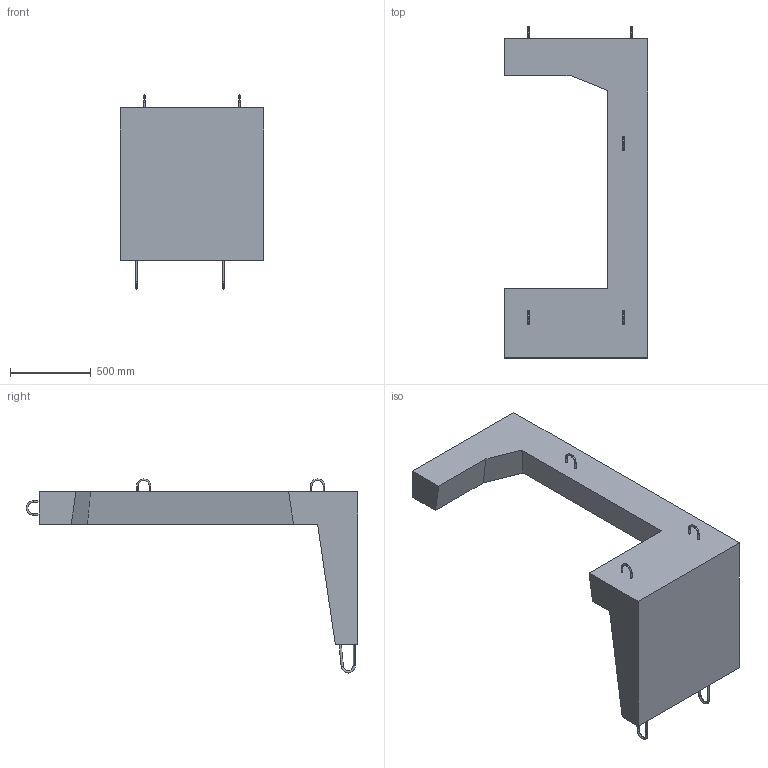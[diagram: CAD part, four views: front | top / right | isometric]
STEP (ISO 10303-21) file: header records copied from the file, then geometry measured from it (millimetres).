
FILE_DESCRIPTION (( 'STEP AP203' ), '1' );
FILE_NAME ('È35.00.000 Áëîê ñòåíîâîé ÑÁ2-1_áåòîí.STEP', '2021-10-26T10:57:19', ( '' ), ( '' ), 'SwSTEP 2.0', 'SolidWorks 2018', '' );
FILE_SCHEMA (( 'CONFIG_CONTROL_DESIGN' ));
Length unit declared in the file: millimetre
Products named in the file (1): È35.00.000 Áëîê ñòåíîâîé ÑÁ2-1_áåòîí
Bounding box: 890 x 2060 x 1204.95 mm (x, y, z)
Volume: 303712227.4 mm3; surface area: 4911884 mm2
Topology: 1 solids, 1 shells, 63 faces, 171 edges, 110 vertices
Faces by surface type: cylinder 28, plane 21, torus 14
Entity records: 2116 total; most frequent: DIRECTION 377, CARTESIAN_POINT 357, ORIENTED_EDGE 342, EDGE_CURVE 171, AXIS2_PLACEMENT_3D 146, VERTEX_POINT 110, LINE 85, VECTOR 85
